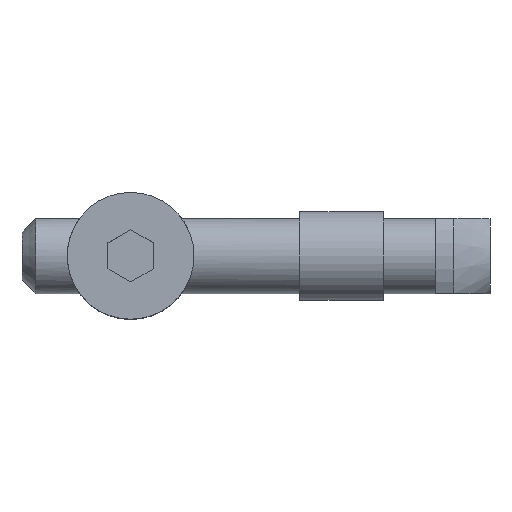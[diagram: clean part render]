
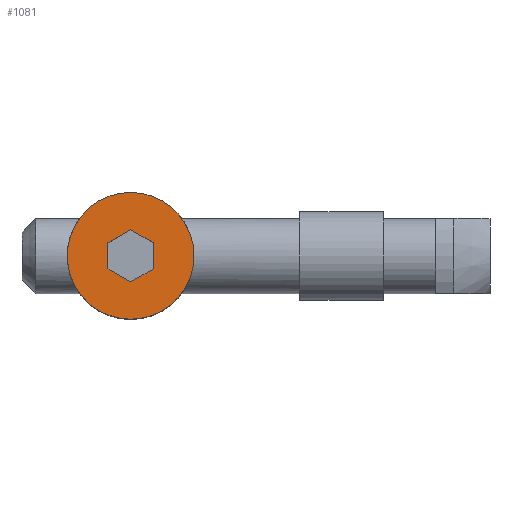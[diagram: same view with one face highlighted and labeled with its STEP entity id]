
A CAD part, top view. The second image highlights one B-rep face of the part: STEP entity #1081.
In plain terms, the highlighted face is planar.
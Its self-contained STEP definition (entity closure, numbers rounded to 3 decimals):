
#544=CIRCLE('',#1024,7.);
#560=VECTOR('',#944,1.);
#561=VECTOR('',#945,1.);
#562=VECTOR('',#946,1.);
#563=VECTOR('',#947,1.);
#564=VECTOR('',#948,1.);
#565=VECTOR('',#949,1.);
#588=LINE('',#2484,#560);
#589=LINE('',#2486,#561);
#590=LINE('',#2488,#562);
#591=LINE('',#2490,#563);
#592=LINE('',#2492,#564);
#593=LINE('',#2493,#565);
#649=ORIENTED_EDGE('',*,*,#771,.F.);
#650=ORIENTED_EDGE('',*,*,#774,.F.);
#651=ORIENTED_EDGE('',*,*,#775,.F.);
#652=ORIENTED_EDGE('',*,*,#776,.F.);
#653=ORIENTED_EDGE('',*,*,#777,.F.);
#654=ORIENTED_EDGE('',*,*,#778,.F.);
#655=ORIENTED_EDGE('',*,*,#779,.F.);
#731=VERTEX_POINT('',#2471);
#734=VERTEX_POINT('',#2482);
#735=VERTEX_POINT('',#2483);
#736=VERTEX_POINT('',#2485);
#737=VERTEX_POINT('',#2487);
#738=VERTEX_POINT('',#2489);
#739=VERTEX_POINT('',#2491);
#771=EDGE_CURVE('',#731,#731,#544,.T.);
#774=EDGE_CURVE('',#734,#735,#588,.T.);
#775=EDGE_CURVE('',#736,#734,#589,.T.);
#776=EDGE_CURVE('',#737,#736,#590,.T.);
#777=EDGE_CURVE('',#738,#737,#591,.T.);
#778=EDGE_CURVE('',#739,#738,#592,.T.);
#779=EDGE_CURVE('',#735,#739,#593,.T.);
#823=EDGE_LOOP('',(#649));
#824=EDGE_LOOP('',(#650,#651,#652,#653,#654,#655));
#861=FACE_BOUND('',#823,.T.);
#862=FACE_BOUND('',#824,.T.);
#928=DIRECTION('',(0.,-1.,0.));
#929=DIRECTION('',(-7.,0.,0.));
#942=DIRECTION('',(0.,1.,0.));
#943=DIRECTION('',(1.,0.,0.));
#944=DIRECTION('',(2.5,0.,-1.443));
#945=DIRECTION('',(2.5,0.,1.443));
#946=DIRECTION('',(0.,0.,2.887));
#947=DIRECTION('',(-2.5,0.,1.443));
#948=DIRECTION('',(-2.5,0.,-1.443));
#949=DIRECTION('',(0.,0.,-2.887));
#1024=AXIS2_PLACEMENT_3D('',#2472,#928,#929);
#1031=AXIS2_PLACEMENT_3D('',#2481,#942,#943);
#1056=PLANE('',#1031);
#1081=ADVANCED_FACE('',(#861,#862),#1056,.T.);
#2471=CARTESIAN_POINT('',(-37.,18.15,0.));
#2472=CARTESIAN_POINT('',(-30.,18.15,0.));
#2481=CARTESIAN_POINT('',(-30.,18.15,0.));
#2482=CARTESIAN_POINT('',(-30.,18.15,2.887));
#2483=CARTESIAN_POINT('',(-27.5,18.15,1.443));
#2484=CARTESIAN_POINT('',(-30.,18.15,2.887));
#2485=CARTESIAN_POINT('',(-32.5,18.15,1.443));
#2486=CARTESIAN_POINT('',(-32.5,18.15,1.443));
#2487=CARTESIAN_POINT('',(-32.5,18.15,-1.443));
#2488=CARTESIAN_POINT('',(-32.5,18.15,-1.443));
#2489=CARTESIAN_POINT('',(-30.,18.15,-2.887));
#2490=CARTESIAN_POINT('',(-30.,18.15,-2.887));
#2491=CARTESIAN_POINT('',(-27.5,18.15,-1.443));
#2492=CARTESIAN_POINT('',(-27.5,18.15,-1.443));
#2493=CARTESIAN_POINT('',(-27.5,18.15,1.443));
